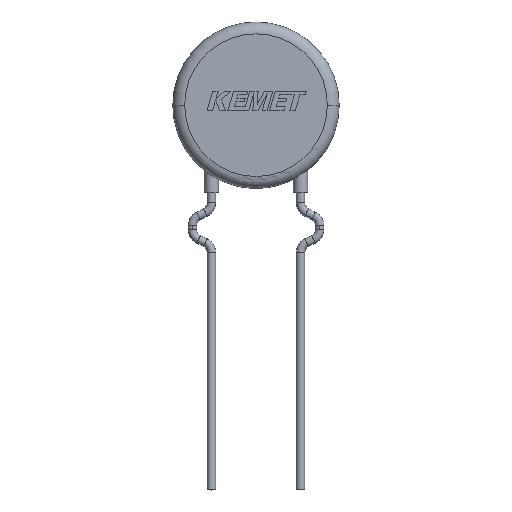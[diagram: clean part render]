
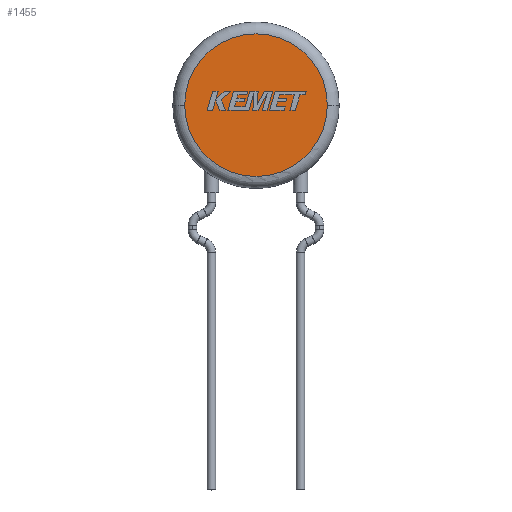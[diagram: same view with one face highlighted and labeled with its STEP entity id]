
A CAD part, top view. The second image highlights one B-rep face of the part: STEP entity #1455.
In plain terms, the highlighted planar face has unit normal (0, 0, 1).
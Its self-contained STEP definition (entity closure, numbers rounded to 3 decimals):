
#224 = FACE_OUTER_BOUND ( 'NONE', #4217, .T. ) ;
#267 = DIRECTION ( 'NONE',  ( 0., 0., 1. ) ) ;
#415 = ORIENTED_EDGE ( 'NONE', *, *, #3580, .T. ) ;
#483 = EDGE_CURVE ( 'NONE', #3900, #2545, #1678, .T. ) ;
#588 = CARTESIAN_POINT ( 'NONE',  ( 0., 0., 5. ) ) ;
#707 = AXIS2_PLACEMENT_3D ( 'NONE', #588, #2625, #1306 ) ;
#887 = PLANE ( 'NONE',  #707 ) ;
#1092 = AXIS2_PLACEMENT_3D ( 'NONE', #1621, #267, #2294 ) ;
#1306 = DIRECTION ( 'NONE',  ( 1., 0., 0. ) ) ;
#1455 = ADVANCED_FACE ( 'NONE', ( #224 ), #887, .T. ) ;
#1621 = CARTESIAN_POINT ( 'NONE',  ( 0., 0., 5. ) ) ;
#1678 = CIRCLE ( 'NONE', #2598, 6. ) ;
#2027 = CARTESIAN_POINT ( 'NONE',  ( 0., 0., 5. ) ) ;
#2294 = DIRECTION ( 'NONE',  ( 1., 0., 0. ) ) ;
#2367 = DIRECTION ( 'NONE',  ( 0., 0., 1. ) ) ;
#2526 = CARTESIAN_POINT ( 'NONE',  ( 6., 0., 5. ) ) ;
#2545 = VERTEX_POINT ( 'NONE', #2526 ) ;
#2598 = AXIS2_PLACEMENT_3D ( 'NONE', #2027, #2367, #3381 ) ;
#2625 = DIRECTION ( 'NONE',  ( 0., 0., 1. ) ) ;
#3381 = DIRECTION ( 'NONE',  ( 1., 0., 0. ) ) ;
#3515 = ORIENTED_EDGE ( 'NONE', *, *, #483, .T. ) ;
#3580 = EDGE_CURVE ( 'NONE', #2545, #3900, #3870, .T. ) ;
#3870 = CIRCLE ( 'NONE', #1092, 6. ) ;
#3900 = VERTEX_POINT ( 'NONE', #4240 ) ;
#4217 = EDGE_LOOP ( 'NONE', ( #415, #3515 ) ) ;
#4240 = CARTESIAN_POINT ( 'NONE',  ( -6., 0., 5. ) ) ;
